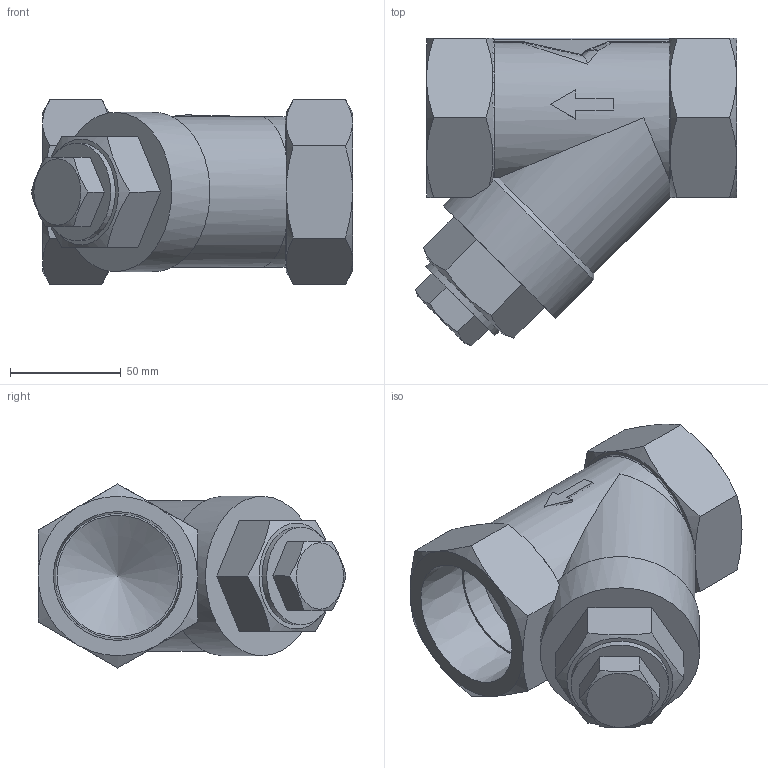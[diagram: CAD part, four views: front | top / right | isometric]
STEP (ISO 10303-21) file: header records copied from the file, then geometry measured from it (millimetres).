
FILE_DESCRIPTION(/* description */ ('Unknown'),/* implementation_level */ '2;1');
FILE_NAME(/* name */ 'YS-800-DN50',/* time_stamp */ '2021-12-07T11:52:04+08:00',/* author */ ('Unknown'),/* organization */ ('Unknown'),/* preprocessor_version */ 'ST-DEVELOPER v16.7',/* originating_system */ 'DEX',/* authorisation */ $);
FILE_SCHEMA (('AUTOMOTIVE_DESIGN {1 0 10303 214 3 1 1}'));
Length unit declared in the file: millimetre
Products named in the file (2): YS-800-DN50
Assembly tree (1 placements, depth 2):
  YS-800-DN50
    YS-800-DN50
Bounding box: 145.01 x 139.01 x 83.14 mm (x, y, z)
Volume: 599734.9 mm3; surface area: 71895.4 mm2
Topology: 2 solids, 2 shells, 134 faces, 321 edges, 190 vertices
Faces by surface type: plane 50, cone 31, cylinder 25, bspline 18, sphere 6, torus 4
Full cylindrical faces by diameter (mm): 44 x1, 54.8 x2, 72 x1
Entity records: 4411 total; most frequent: CARTESIAN_POINT 1577, ORIENTED_EDGE 604, DIRECTION 513, EDGE_CURVE 302, AXIS2_PLACEMENT_3D 211, VERTEX_POINT 189, FACE_BOUND 151, EDGE_LOOP 149
